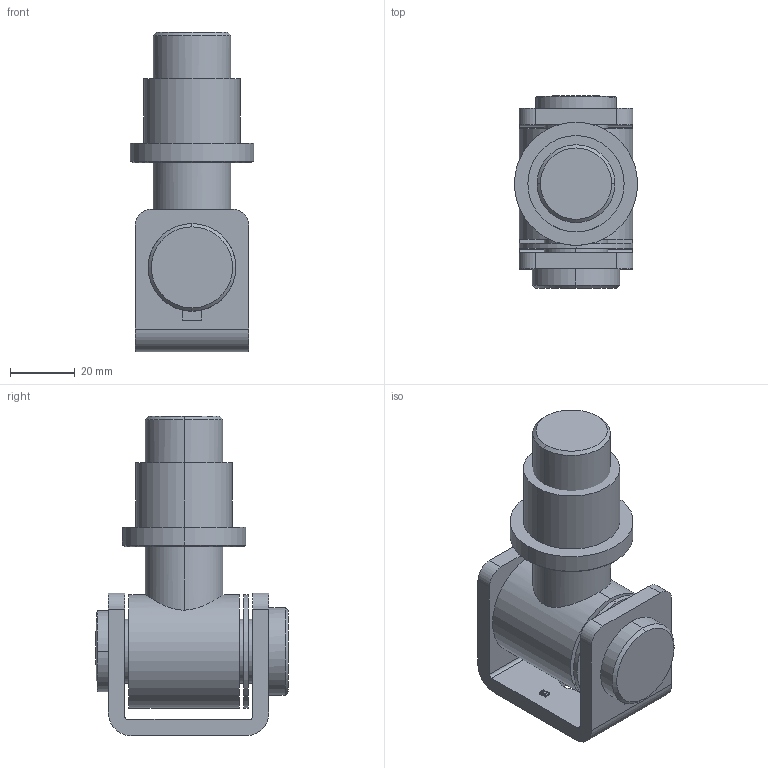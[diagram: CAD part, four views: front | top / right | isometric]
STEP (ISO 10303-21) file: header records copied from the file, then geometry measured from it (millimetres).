
FILE_DESCRIPTION (( 'STEP AP203' ), '1' );
FILE_NAME ('120-M24.step', '2021-07-07T10:50:58', ( '' ), ( '' ), 'SwSTEP 2.0', 'SolidWorks 2018', '' );
FILE_SCHEMA (( 'CONFIG_CONTROL_DESIGN' ));
Length unit declared in the file: millimetre
Products named in the file (13): Torband Teil6_120-M24 Teil6; Torband Teil6; Torband Teil1_120-M24 Teil1; 120-M24; Torband Teil4; Torband Teil1; Torband Teil5; Torband Teil4_120-M24 Teil4; Torband Teil2_120-M24 Teil2; Torband Teil3; Torband Teil5_120-M24 Teil5; Torband Teil2; Torband Teil3_120-M24 Teil3
Assembly tree (6 placements, depth 2):
  Torband Teil6
  120-M24
    Torband Teil1_120-M24 Teil1
    Torband Teil2_120-M24 Teil2
    Torband Teil3_120-M24 Teil3
    Torband Teil4_120-M24 Teil4
    Torband Teil5_120-M24 Teil5
    Torband Teil6_120-M24 Teil6
  Torband Teil4
  Torband Teil1
  Torband Teil5
Bounding box: 38 x 59.45 x 98.5 mm (x, y, z)
Volume: 96176 mm3; surface area: 35643.4 mm2
Topology: 6 solids, 6 shells, 332 faces, 867 edges, 569 vertices
Faces by surface type: plane 183, bspline 89, cylinder 40, cone 18, sphere 2
Entity records: 15530 total; most frequent: CARTESIAN_POINT 6701, ORIENTED_EDGE 1730, DIRECTION 1291, EDGE_CURVE 865, VECTOR 577, LINE 577, VERTEX_POINT 569, EDGE_LOOP 368
